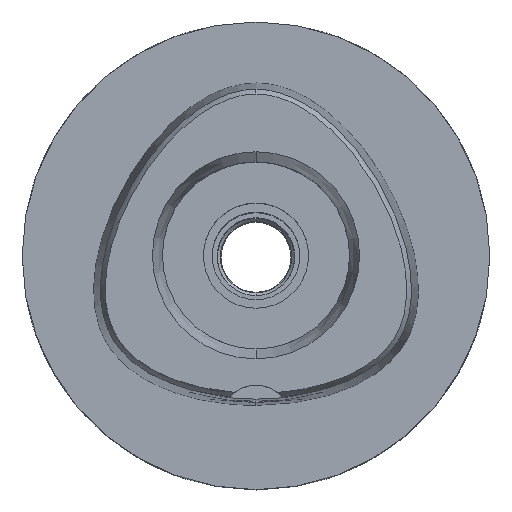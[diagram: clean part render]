
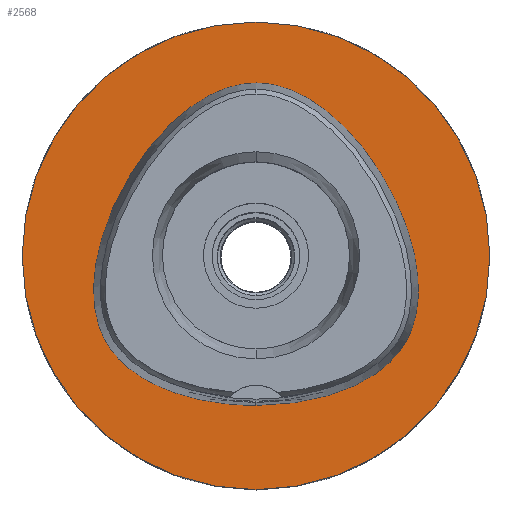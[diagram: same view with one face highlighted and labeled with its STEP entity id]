
A CAD part, top view. The second image highlights one B-rep face of the part: STEP entity #2568.
In plain terms, the highlighted planar face has unit normal (0, 0, 1).
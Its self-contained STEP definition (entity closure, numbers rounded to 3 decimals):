
#307=CARTESIAN_POINT('',(0.,0.,0.));
#308=DIRECTION('',(0.,0.,-1.));
#309=DIRECTION('',(0.,-1.,0.));
#310=AXIS2_PLACEMENT_3D('',#307,#308,#309);
#315=CARTESIAN_POINT('',(0.,0.,0.));
#316=DIRECTION('',(0.,0.,-1.));
#317=DIRECTION('',(0.,1.,0.));
#318=AXIS2_PLACEMENT_3D('',#315,#316,#317);
#323=CARTESIAN_POINT('',(0.,-25.575,0.));
#324=CARTESIAN_POINT('',(1.262,-25.575,0.));
#325=CARTESIAN_POINT('',(3.72,-25.479,
0.));
#326=CARTESIAN_POINT('',(7.248,-25.069,0.));
#327=CARTESIAN_POINT('',(10.511,-24.428,0.));
#328=CARTESIAN_POINT('',(13.43,-23.604,0.));
#329=CARTESIAN_POINT('',(15.983,-22.648,0.));
#330=CARTESIAN_POINT('',(18.186,-21.598,0.));
#331=CARTESIAN_POINT('',(20.071,-20.484,0.));
#332=CARTESIAN_POINT('',(21.671,-19.325,0.));
#333=CARTESIAN_POINT('',(23.024,-18.13,0.));
#334=CARTESIAN_POINT('',(24.152,-16.914,0.));
#335=CARTESIAN_POINT('',(25.102,-15.656,0.));
#336=CARTESIAN_POINT('',(25.889,-14.345,0.));
#337=CARTESIAN_POINT('',(26.539,-12.942,0.));
#338=CARTESIAN_POINT('',(27.067,-11.409,0.));
#339=CARTESIAN_POINT('',(27.468,-9.713,0.));
#340=CARTESIAN_POINT('',(27.726,-7.809,0.));
#341=CARTESIAN_POINT('',(27.812,-5.696,0.));
#342=CARTESIAN_POINT('',(27.694,-3.342,0.));
#343=CARTESIAN_POINT('',(27.333,-0.732,0.));
#344=CARTESIAN_POINT('',(26.688,2.129,0.));
#345=CARTESIAN_POINT('',(25.722,5.215,0.));
#346=CARTESIAN_POINT('',(24.413,8.466,0.));
#347=CARTESIAN_POINT('',(22.776,11.767,0.));
#348=CARTESIAN_POINT('',(20.862,14.978,0.));
#349=CARTESIAN_POINT('',(18.769,17.943,0.));
#350=CARTESIAN_POINT('',(16.59,20.569,0.));
#351=CARTESIAN_POINT('',(14.406,22.808,0.));
#352=CARTESIAN_POINT('',(12.277,24.658,0.));
#353=CARTESIAN_POINT('',(10.234,26.149,0.));
#354=CARTESIAN_POINT('',(8.293,27.316,0.));
#355=CARTESIAN_POINT('',(6.459,28.202,0.));
#356=CARTESIAN_POINT('',(4.721,28.845,0.));
#357=CARTESIAN_POINT('',(3.072,29.277,0.));
#358=CARTESIAN_POINT('',(1.502,29.523,
0.));
#359=CARTESIAN_POINT('',(0.494,29.575,
0.));
#360=CARTESIAN_POINT('',(0.,29.575,
0.));
#365=CARTESIAN_POINT('',(0.,29.575,
0.));
#366=CARTESIAN_POINT('',(-0.494,29.575,0.));
#367=CARTESIAN_POINT('',(-1.503,29.523,
0.));
#368=CARTESIAN_POINT('',(-3.075,29.277,0.));
#369=CARTESIAN_POINT('',(-4.722,28.845,0.));
#370=CARTESIAN_POINT('',(-6.463,28.2,0.));
#371=CARTESIAN_POINT('',(-8.294,27.316,0.));
#372=CARTESIAN_POINT('',(-10.235,26.148,0.));
#373=CARTESIAN_POINT('',(-12.275,24.66,0.));
#374=CARTESIAN_POINT('',(-14.404,22.81,0.));
#375=CARTESIAN_POINT('',(-16.585,20.574,0.));
#376=CARTESIAN_POINT('',(-18.76,17.956,0.));
#377=CARTESIAN_POINT('',(-20.856,14.988,0.));
#378=CARTESIAN_POINT('',(-22.764,11.787,0.));
#379=CARTESIAN_POINT('',(-24.405,8.485,0.));
#380=CARTESIAN_POINT('',(-25.711,5.246,0.));
#381=CARTESIAN_POINT('',(-26.679,2.163,0.));
#382=CARTESIAN_POINT('',(-27.326,-0.695,0.));
#383=CARTESIAN_POINT('',(-27.69,-3.301,0.));
#384=CARTESIAN_POINT('',(-27.812,-5.658,0.));
#385=CARTESIAN_POINT('',(-27.73,-7.77,0.));
#386=CARTESIAN_POINT('',(-27.475,-9.674,0.));
#387=CARTESIAN_POINT('',(-27.075,-11.381,0.));
#388=CARTESIAN_POINT('',(-26.546,-12.925,0.));
#389=CARTESIAN_POINT('',(-25.888,-14.347,0.));
#390=CARTESIAN_POINT('',(-25.098,-15.662,0.));
#391=CARTESIAN_POINT('',(-24.152,-16.914,0.));
#392=CARTESIAN_POINT('',(-23.025,-18.128,0.));
#393=CARTESIAN_POINT('',(-21.682,-19.315,0.));
#394=CARTESIAN_POINT('',(-20.079,-20.479,0.));
#395=CARTESIAN_POINT('',(-18.196,-21.593,0.));
#396=CARTESIAN_POINT('',(-15.992,-22.644,0.));
#397=CARTESIAN_POINT('',(-13.438,-23.601,0.));
#398=CARTESIAN_POINT('',(-10.519,-24.426,0.));
#399=CARTESIAN_POINT('',(-7.252,-25.069,0.));
#400=CARTESIAN_POINT('',(-3.719,-25.479,
0.));
#401=CARTESIAN_POINT('',(-1.261,-25.575,0.));
#402=CARTESIAN_POINT('',(0.,-25.575,0.));
#1645=VERTEX_POINT('',#365);
#1646=VERTEX_POINT('',#402);
#1651=CARTESIAN_POINT('',(0.,-40.,0.));
#1652=CARTESIAN_POINT('',(0.,40.,0.));
#1653=VERTEX_POINT('',#1651);
#1654=VERTEX_POINT('',#1652);
#2552=CARTESIAN_POINT('',(0.,0.,0.));
#2553=DIRECTION('',(0.,0.,-1.));
#2554=DIRECTION('',(0.,-1.,0.));
#2555=AXIS2_PLACEMENT_3D('',#2552,#2553,#2554);
#2556=PLANE('',#2555);
#2558=ORIENTED_EDGE('',*,*,#2557,.T.);
#2560=ORIENTED_EDGE('',*,*,#2559,.T.);
#2561=EDGE_LOOP('',(#2558,#2560));
#2562=FACE_OUTER_BOUND('',#2561,.F.);
#2564=ORIENTED_EDGE('',*,*,#2563,.T.);
#2565=ORIENTED_EDGE('',*,*,#2535,.T.);
#2566=EDGE_LOOP('',(#2564,#2565));
#2567=FACE_BOUND('',#2566,.F.);
#311=CIRCLE('',#310,40.);
#319=CIRCLE('',#318,40.);
#361=B_SPLINE_CURVE_WITH_KNOTS('',3,(#323,#324,#325,#326,#327,#328,#329,#330,
#331,#332,#333,#334,#335,#336,#337,#338,#339,#340,#341,#342,#343,#344,#345,#346,
#347,#348,#349,#350,#351,#352,#353,#354,#355,#356,#357,#358,#359,#360),
.UNSPECIFIED.,.F.,.F.,(4,1,1,1,1,1,1,1,1,1,1,1,1,1,1,1,1,1,1,1,1,1,1,1,1,1,1,1,
1,1,1,1,1,1,1,4),(0.,0.029,0.057,0.086,
0.114,0.143,0.171,0.2,0.229,
0.257,0.286,0.314,0.343,
0.371,0.4,0.429,0.457,0.486,
0.514,0.543,0.571,0.6,0.629,
0.657,0.686,0.714,0.743,
0.771,0.8,0.829,0.857,0.886,
0.914,0.943,0.971,1.),.UNSPECIFIED.);
#403=B_SPLINE_CURVE_WITH_KNOTS('',3,(#365,#366,#367,#368,#369,#370,#371,#372,
#373,#374,#375,#376,#377,#378,#379,#380,#381,#382,#383,#384,#385,#386,#387,#388,
#389,#390,#391,#392,#393,#394,#395,#396,#397,#398,#399,#400,#401,#402),
.UNSPECIFIED.,.F.,.F.,(4,1,1,1,1,1,1,1,1,1,1,1,1,1,1,1,1,1,1,1,1,1,1,1,1,1,1,1,
1,1,1,1,1,1,1,4),(0.,0.029,0.057,0.086,
0.114,0.143,0.171,0.2,0.229,
0.257,0.286,0.314,0.343,
0.371,0.4,0.429,0.457,0.486,
0.514,0.543,0.571,0.6,0.629,
0.657,0.686,0.714,0.743,
0.771,0.8,0.829,0.857,0.886,
0.914,0.943,0.971,1.),.UNSPECIFIED.);
#2535=EDGE_CURVE('',#1645,#1646,#403,.T.);
#2557=EDGE_CURVE('',#1653,#1654,#311,.T.);
#2559=EDGE_CURVE('',#1654,#1653,#319,.T.);
#2563=EDGE_CURVE('',#1646,#1645,#361,.T.);
#2568=ADVANCED_FACE('',(#2562,#2567),#2556,.F.);
